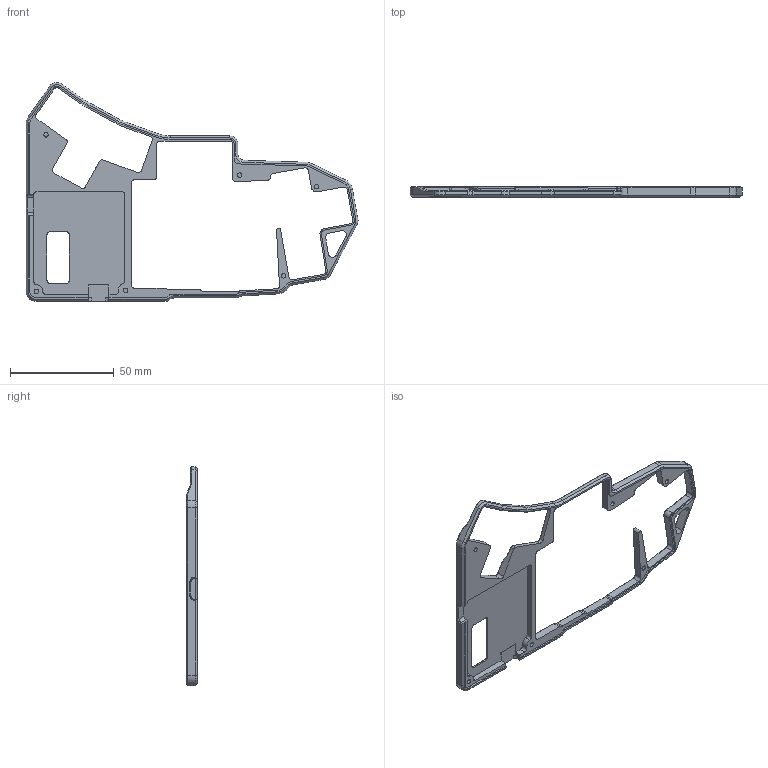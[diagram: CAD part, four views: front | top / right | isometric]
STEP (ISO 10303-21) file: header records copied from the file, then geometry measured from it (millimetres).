
FILE_DESCRIPTION(/* description */ (''),/* implementation_level */ '2;1');
FILE_NAME(/* name */ 'case_export_v1_mirror.step',/* time_stamp */ '2024-10-30T11:31:26-04:00',/* author */ (''),/* organization */ (''),/* preprocessor_version */ 'ST-DEVELOPER v20',/* originating_system */ 'Autodesk Translation Framework v13.20.0.188',/* authorisation */ '');
FILE_SCHEMA (('AUTOMOTIVE_DESIGN { 1 0 10303 214 3 1 1 }'));
Length unit declared in the file: millimetre
Products named in the file (1): case_export_v1
Bounding box: 159.99 x 5 x 105.54 mm (x, y, z)
Volume: 13408.6 mm3; surface area: 14309.7 mm2
Topology: 1 solids, 1 shells, 396 faces, 998 edges, 608 vertices
Faces by surface type: plane 185, cylinder 102, cone 84, bspline 25
Full cylindrical faces by diameter (mm): 2.2 x6
Entity records: 12156 total; most frequent: CARTESIAN_POINT 2626, ORIENTED_EDGE 1996, DIRECTION 1969, EDGE_CURVE 998, LINE 663, VECTOR 663, AXIS2_PLACEMENT_3D 653, VERTEX_POINT 608
